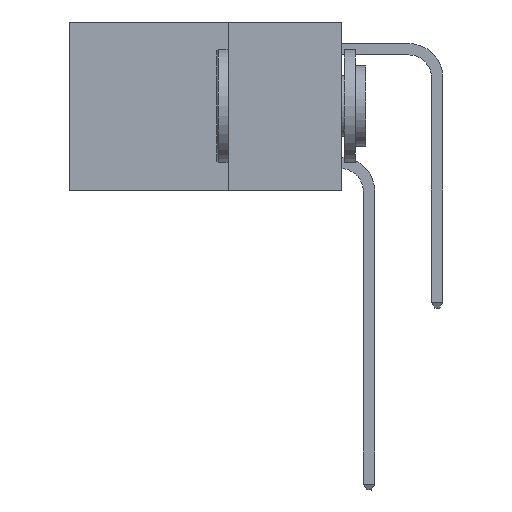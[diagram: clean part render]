
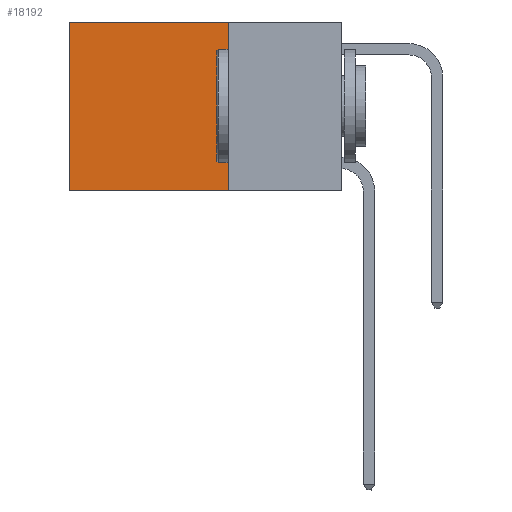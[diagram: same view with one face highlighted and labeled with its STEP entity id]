
A CAD part, left-side view. The second image highlights one B-rep face of the part: STEP entity #18192.
In plain terms, the highlighted planar face has unit normal (-1, 0, 0).
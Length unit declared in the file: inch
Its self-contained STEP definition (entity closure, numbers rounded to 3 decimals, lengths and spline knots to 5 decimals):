
#213 = CARTESIAN_POINT ( 'NONE',  ( 0.2625, 0.25, 0. ) ) ;
#475 = VECTOR ( 'NONE', #14132, 39.37008 ) ;
#552 = DIRECTION ( 'NONE',  ( 0., 0., -1. ) ) ;
#960 = VECTOR ( 'NONE', #12371, 39.37008 ) ;
#1141 = FACE_OUTER_BOUND ( 'NONE', #11205, .T. ) ;
#1433 = LINE ( 'NONE', #2514, #960 ) ;
#2223 = CARTESIAN_POINT ( 'NONE',  ( 0.2625, 0.25, 0. ) ) ;
#2514 = CARTESIAN_POINT ( 'NONE',  ( 0.2625, 0.25, -0.37 ) ) ;
#3202 = AXIS2_PLACEMENT_3D ( 'NONE', #16048, #7579, #17450 ) ;
#3594 = VECTOR ( 'NONE', #552, 39.37008 ) ;
#4396 = LINE ( 'NONE', #12726, #475 ) ;
#5071 = VECTOR ( 'NONE', #5113, 39.37008 ) ;
#5113 = DIRECTION ( 'NONE',  ( 0., 1., 0. ) ) ;
#6033 = EDGE_CURVE ( 'NONE', #10854, #10611, #14810, .T. ) ;
#7148 = EDGE_CURVE ( 'NONE', #10854, #18055, #8815, .T. ) ;
#7446 = EDGE_CURVE ( 'NONE', #18055, #7456, #4396, .T. ) ;
#7456 = VERTEX_POINT ( 'NONE', #9881 ) ;
#7579 = DIRECTION ( 'NONE',  ( 1., 0., 0. ) ) ;
#8815 = LINE ( 'NONE', #2223, #5071 ) ;
#9159 = CARTESIAN_POINT ( 'NONE',  ( 0.2625, 0.25, 0. ) ) ;
#9881 = CARTESIAN_POINT ( 'NONE',  ( 0.2625, 0.6, -0.37 ) ) ;
#10333 = PLANE ( 'NONE',  #3202 ) ;
#10611 = VERTEX_POINT ( 'NONE', #12599 ) ;
#10854 = VERTEX_POINT ( 'NONE', #213 ) ;
#11205 = EDGE_LOOP ( 'NONE', ( #16422, #13512, #17290, #17737 ) ) ;
#12371 = DIRECTION ( 'NONE',  ( 0., 1., 0. ) ) ;
#12599 = CARTESIAN_POINT ( 'NONE',  ( 0.2625, 0.25, -0.37 ) ) ;
#12726 = CARTESIAN_POINT ( 'NONE',  ( 0.2625, 0.6, 0. ) ) ;
#13512 = ORIENTED_EDGE ( 'NONE', *, *, #16918, .F. ) ;
#14132 = DIRECTION ( 'NONE',  ( 0., 0., -1. ) ) ;
#14810 = LINE ( 'NONE', #9159, #3594 ) ;
#16048 = CARTESIAN_POINT ( 'NONE',  ( 0.2625, 0.25, 0. ) ) ;
#16422 = ORIENTED_EDGE ( 'NONE', *, *, #7446, .T. ) ;
#16918 = EDGE_CURVE ( 'NONE', #10611, #7456, #1433, .T. ) ;
#17290 = ORIENTED_EDGE ( 'NONE', *, *, #6033, .F. ) ;
#17450 = DIRECTION ( 'NONE',  ( 0., 0., -1. ) ) ;
#17737 = ORIENTED_EDGE ( 'NONE', *, *, #7148, .T. ) ;
#17892 = CARTESIAN_POINT ( 'NONE',  ( 0.2625, 0.6, 0. ) ) ;
#18055 = VERTEX_POINT ( 'NONE', #17892 ) ;
#18192 = ADVANCED_FACE ( 'NONE', ( #1141 ), #10333, .F. ) ;
